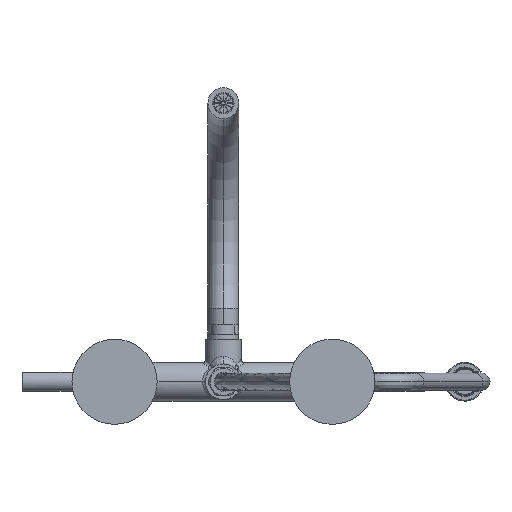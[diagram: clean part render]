
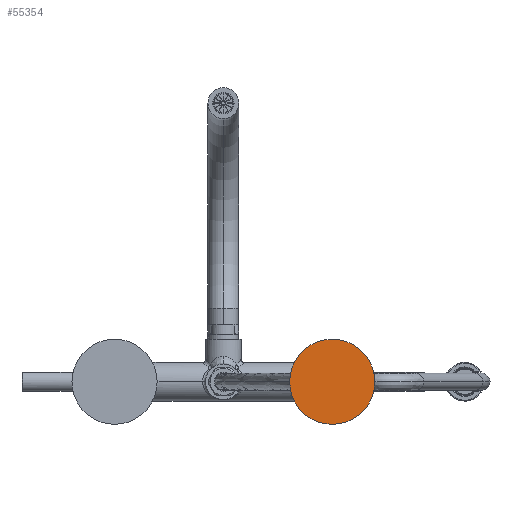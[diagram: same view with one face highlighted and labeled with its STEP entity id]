
A CAD part, front view. The second image highlights one B-rep face of the part: STEP entity #55354.
In plain terms, the highlighted planar face has unit normal (0, -1, 0).
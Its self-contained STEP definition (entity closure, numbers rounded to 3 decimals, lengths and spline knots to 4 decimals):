
#8774=CARTESIAN_POINT('',(3.5165,-29.998,0.));
#8775=DIRECTION('',(0.,-1.,0.));
#8776=DIRECTION('',(1.,0.,0.));
#8777=AXIS2_PLACEMENT_3D('',#8774,#8775,#8776);
#8788=CARTESIAN_POINT('',(3.5165,-29.998,0.));
#8789=DIRECTION('',(0.,1.,0.));
#8790=DIRECTION('',(1.,0.,0.));
#8791=AXIS2_PLACEMENT_3D('',#8788,#8789,#8790);
#48035=CARTESIAN_POINT('',(4.8915,-29.998,0.));
#48036=CARTESIAN_POINT('',(2.1415,-29.998,0.));
#48037=VERTEX_POINT('',#48035);
#48038=VERTEX_POINT('',#48036);
#55345=CARTESIAN_POINT('',(3.5165,-29.998,0.));
#55346=DIRECTION('',(0.,1.,0.));
#55347=DIRECTION('',(1.,0.,0.));
#55348=AXIS2_PLACEMENT_3D('',#55345,#55346,#55347);
#55349=PLANE('',#55348);
#55350=ORIENTED_EDGE('',*,*,#55339,.T.);
#55351=ORIENTED_EDGE('',*,*,#55325,.F.);
#55352=EDGE_LOOP('',(#55350,#55351));
#55353=FACE_OUTER_BOUND('',#55352,.F.);
#55354=ADVANCED_FACE('',(#55353),#55349,.F.);
#8778=CIRCLE('',#8777,1.375);
#8792=CIRCLE('',#8791,1.375);
#55325=EDGE_CURVE('',#48037,#48038,#8778,.T.);
#55339=EDGE_CURVE('',#48037,#48038,#8792,.T.);
